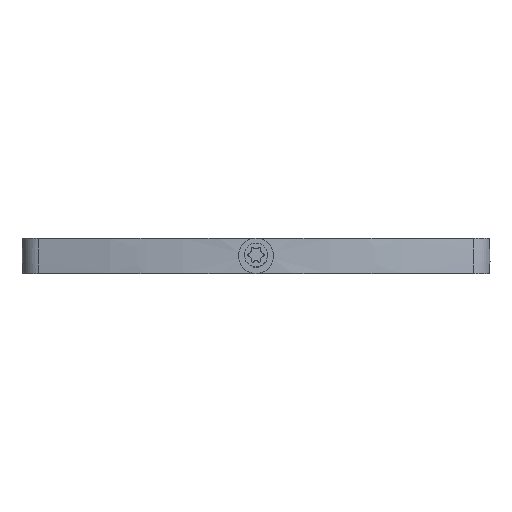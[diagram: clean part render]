
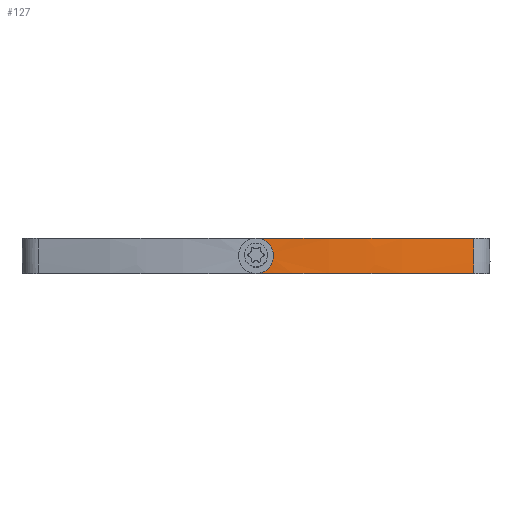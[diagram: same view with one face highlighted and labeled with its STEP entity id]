
A CAD part, top view. The second image highlights one B-rep face of the part: STEP entity #127.
In plain terms, the highlighted spherical face has radius 120 mm.
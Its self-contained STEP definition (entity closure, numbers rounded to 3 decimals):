
#53=SPHERICAL_SURFACE('',#627,120.);
#127=ADVANCED_FACE('',(#161),#53,.T.);
#161=FACE_OUTER_BOUND('',#194,.T.);
#194=EDGE_LOOP('',(#298,#299,#300,#301,#302));
#298=ORIENTED_EDGE('',*,*,#468,.T.);
#299=ORIENTED_EDGE('',*,*,#469,.T.);
#300=ORIENTED_EDGE('',*,*,#470,.T.);
#301=ORIENTED_EDGE('',*,*,#471,.F.);
#302=ORIENTED_EDGE('',*,*,#467,.T.);
#397=VERTEX_POINT('',#940);
#399=VERTEX_POINT('',#944);
#400=VERTEX_POINT('',#948);
#401=VERTEX_POINT('',#950);
#402=VERTEX_POINT('',#952);
#467=EDGE_CURVE('',#397,#399,#531,.T.);
#468=EDGE_CURVE('',#399,#400,#532,.T.);
#469=EDGE_CURVE('',#400,#401,#533,.T.);
#470=EDGE_CURVE('',#401,#402,#534,.T.);
#471=EDGE_CURVE('',#397,#402,#535,.T.);
#531=CIRCLE('',#621,3.);
#532=CIRCLE('',#623,119.962);
#533=CIRCLE('',#624,37.241);
#534=CIRCLE('',#625,119.962);
#535=CIRCLE('',#626,3.);
#621=AXIS2_PLACEMENT_3D('',#945,#774,#775);
#623=AXIS2_PLACEMENT_3D('',#947,#778,#779);
#624=AXIS2_PLACEMENT_3D('',#949,#780,#781);
#625=AXIS2_PLACEMENT_3D('',#951,#782,#783);
#626=AXIS2_PLACEMENT_3D('',#953,#784,#785);
#627=AXIS2_PLACEMENT_3D('',#954,#786,#787);
#774=DIRECTION('',(0.,0.,-1.));
#775=DIRECTION('',(1.,0.,0.));
#778=DIRECTION('',(0.,1.,0.));
#779=DIRECTION('',(0.,0.,1.));
#780=DIRECTION('',(0.,0.,1.));
#781=DIRECTION('',(0.997,-0.081,0.));
#782=DIRECTION('',(0.,-1.,0.));
#783=DIRECTION('',(0.309,0.,0.951));
#784=DIRECTION('',(0.,0.,1.));
#785=DIRECTION('',(1.,0.,0.));
#786=DIRECTION('',(0.,0.,-1.));
#787=DIRECTION('',(-1.,0.,0.));
#940=CARTESIAN_POINT('',(3.,0.,-100.));
#944=CARTESIAN_POINT('',(0.,-3.,-100.));
#945=CARTESIAN_POINT('',(0.,0.,-100.));
#947=CARTESIAN_POINT('',(0.,-3.,-219.962));
#948=CARTESIAN_POINT('',(37.12,-3.,-105.888));
#949=CARTESIAN_POINT('',(0.,0.,-105.888));
#950=CARTESIAN_POINT('',(37.12,3.,-105.888));
#951=CARTESIAN_POINT('',(0.,3.,-219.962));
#952=CARTESIAN_POINT('',(0.,3.,-100.));
#953=CARTESIAN_POINT('',(0.,0.,-100.));
#954=CARTESIAN_POINT('',(0.,0.,-219.962));
